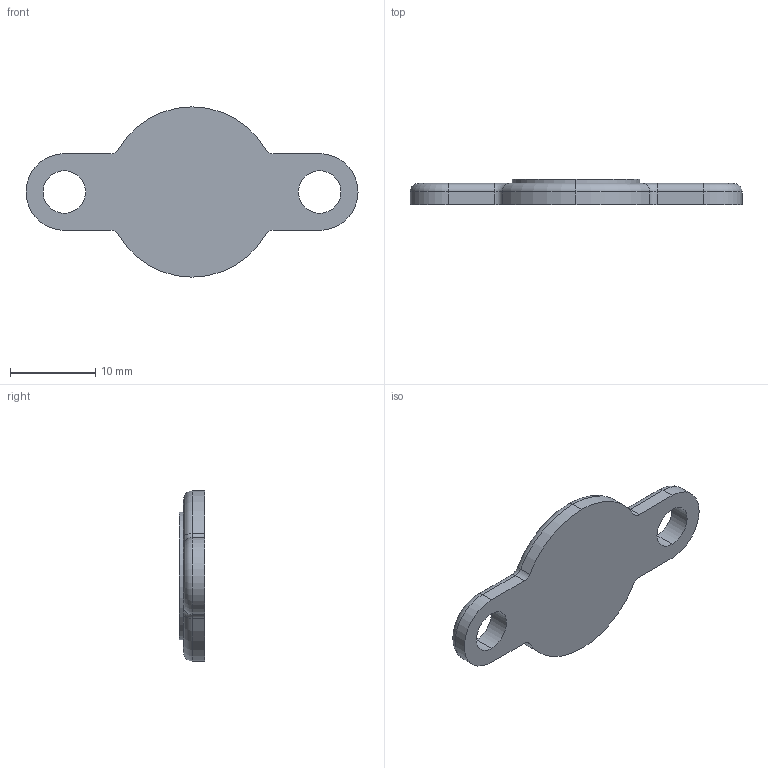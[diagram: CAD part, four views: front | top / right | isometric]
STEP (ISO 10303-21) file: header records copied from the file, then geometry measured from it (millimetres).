
FILE_DESCRIPTION (( 'STEP AP203' ), '1' );
FILE_NAME ('Mecanismo_Espaciador_Predeterminado_sldprt.STEP', '2024-07-23T21:01:11', ( '' ), ( '' ), 'SwSTEP 2.0', 'SolidWorks 2018', '' );
FILE_SCHEMA (( 'CONFIG_CONTROL_DESIGN' ));
Length unit declared in the file: centimetre
Products named in the file (1): Mecanismo_Espaciador_Predeterminado_sldprt
Bounding box: 39 x 3 x 20 mm (x, y, z)
Volume: 1155.5 mm3; surface area: 1171 mm2
Topology: 1 solids, 1 shells, 35 faces, 83 edges, 51 vertices
Faces by surface type: cylinder 19, torus 9, plane 7
Entity records: 1110 total; most frequent: DIRECTION 207, CARTESIAN_POINT 170, ORIENTED_EDGE 166, AXIS2_PLACEMENT_3D 88, EDGE_CURVE 83, CIRCLE 52, VERTEX_POINT 51, EDGE_LOOP 40
